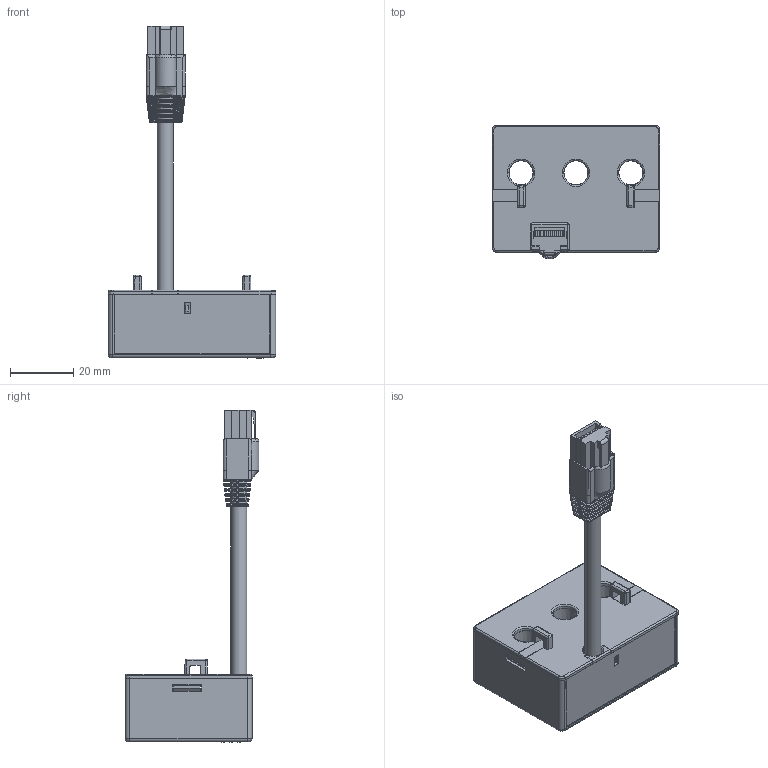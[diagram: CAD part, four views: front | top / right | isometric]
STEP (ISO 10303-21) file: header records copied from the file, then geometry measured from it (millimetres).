
FILE_DESCRIPTION(/* description */ (''),/* implementation_level */ '2;1');
FILE_NAME(/* name */ 'FILE_STP_CAD_DRAWING_3D_EXS3032_EXS3063_prt.stp',/* time_stamp */ '2022-02-03T14:50:20+01:00',/* author */ (''),/* organization */ (''),/* preprocessor_version */ 'ST-DEVELOPER v16.7',/* originating_system */ 'SIEMENS PLM Software NX 12.0',/* authorisation */ '');
FILE_SCHEMA (('AUTOMOTIVE_DESIGN { 1 0 10303 214 3 1 1 1 }'));
Length unit declared in the file: millimetre
Products named in the file (1): 3D_EXS3032_EXS3063
Bounding box: 52.83 x 42.21 x 104.59 mm (x, y, z)
Surface area: 14666.1 mm2 (no closed solid volume)
Topology: 0 solids, 16 shells, 399 faces, 1590 edges, 1178 vertices
Faces by surface type: plane 181, cylinder 103, bspline 72, torus 24, cone 11, sphere 8
Full cylindrical faces by diameter (mm): 5 x1
Entity records: 23212 total; most frequent: CARTESIAN_POINT 10730, ORIENTED_EDGE 2500, DIRECTION 2379, EDGE_CURVE 1556, VERTEX_POINT 1168, AXIS2_PLACEMENT_3D 799, LINE 781, VECTOR 781
